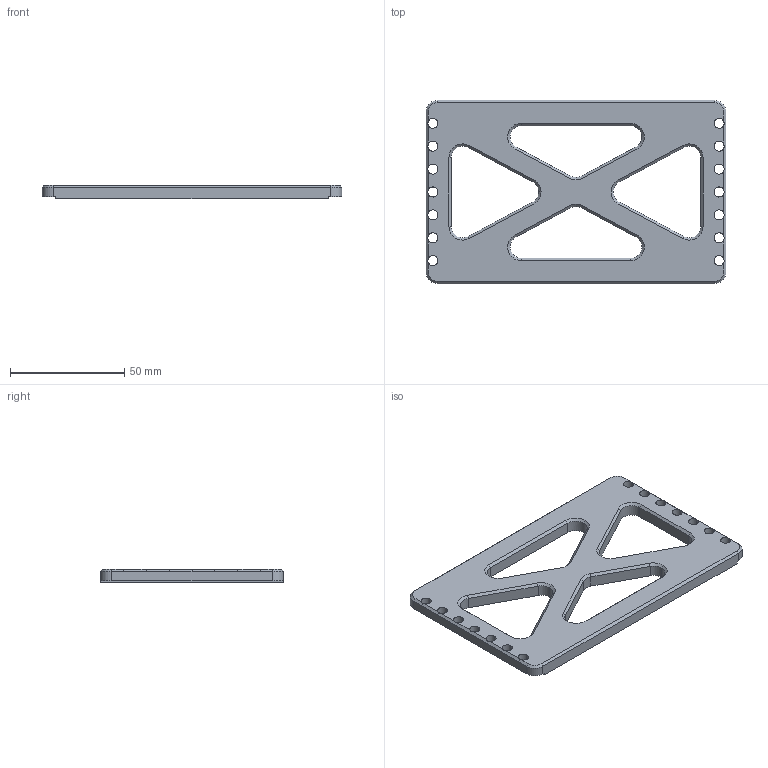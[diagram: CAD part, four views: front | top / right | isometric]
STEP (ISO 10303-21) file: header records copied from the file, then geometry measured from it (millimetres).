
FILE_DESCRIPTION (( 'STEP AP214' ), '1' );
FILE_NAME ('耜啣筵啣.STEP', '2025-04-21T11:06:28', ( 'Windows User' ), ( 'P R C' ), 'SwSTEP 2.0', 'SolidWorks 2020', '' );
FILE_SCHEMA (( 'AUTOMOTIVE_DESIGN' ));
Length unit declared in the file: millimetre
Products named in the file (1): 耜啣筵啣
Bounding box: 131 x 80 x 6 mm (x, y, z)
Volume: 37960.3 mm3; surface area: 19038.3 mm2
Topology: 1 solids, 1 shells, 104 faces, 314 edges, 198 vertices
Faces by surface type: cylinder 47, plane 38, cone 19
Entity records: 3626 total; most frequent: CARTESIAN_POINT 701, ORIENTED_EDGE 628, DIRECTION 610, EDGE_CURVE 314, AXIS2_PLACEMENT_3D 219, VERTEX_POINT 198, VECTOR 172, LINE 172
